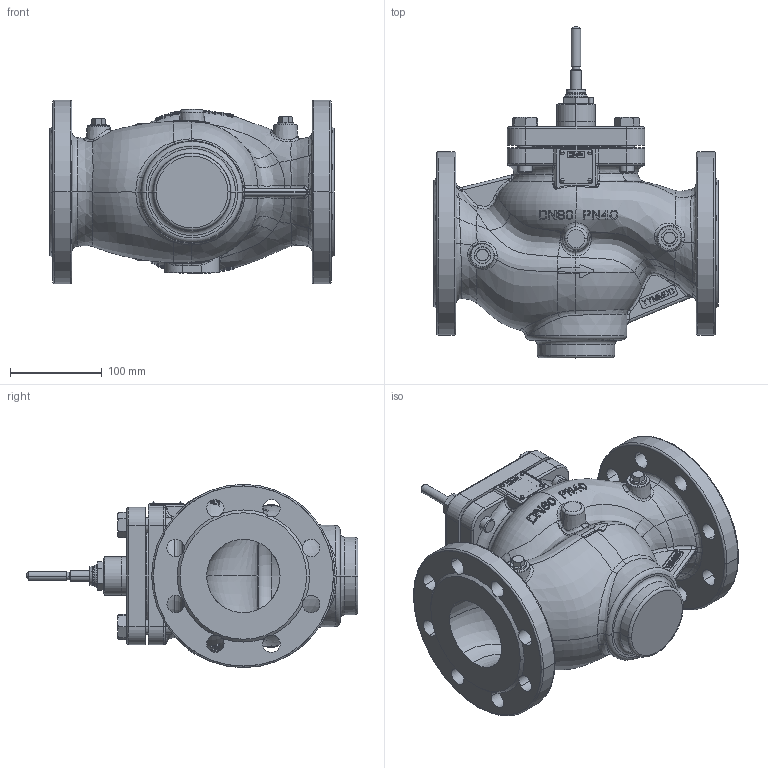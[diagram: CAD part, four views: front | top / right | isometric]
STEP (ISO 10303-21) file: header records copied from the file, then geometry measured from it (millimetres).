
FILE_DESCRIPTION((''),'2;1');
FILE_NAME('065B5515_VFG22_PN40_DN80_ASM','2024-03-25T16:13:47',('U384264'),('Danfoss'),'CREO PARAMETRIC BY PTC INC, 2022124','CREO PARAMETRIC BY PTC INC, 2022124','');
FILE_SCHEMA(('CONFIG_CONTROL_DESIGN'));
Products named in the file (13): 88650150_VALVE_B_VFG_DN80_PN40; 88650850_VALVE_C_VFG_DN80_PN40; 88652420_CON_INSERT_DN65-125; 54590640; 8865140_ASM; 88652190_VFG_STEM_DN80; 5184024; LABEL_PLATE_37X37; 5589607; 51817290_M5_ZATIC; 54540510; 188610240; 065B5515_VFG22_PN40_DN80_ASM
Assembly tree (20 placements, depth 3):
  065B5515_VFG22_PN40_DN80_ASM
    88650150_VALVE_B_VFG_DN80_PN40
    88650850_VALVE_C_VFG_DN80_PN40
    8865140_ASM
      88652420_CON_INSERT_DN65-125
      54590640
    88652190_VFG_STEM_DN80
    5184024  x4
    LABEL_PLATE_37X37
    5589607  x4
    51817290_M5_ZATIC
    54540510  x2
    188610240  x2
Bounding box: 310 x 362.1 x 200 mm (x, y, z)
Volume: 3963800.2 mm3; surface area: 629909.3 mm2
Topology: 19 solids, 46 shells, 2554 faces, 6784 edges, 4364 vertices
Faces by surface type: plane 1539, cylinder 358, bspline 269, cone 181, torus 115, extrusion 54, revolution 20, sphere 18
Entity records: 106274 total; most frequent: CARTESIAN_POINT 48874, ORIENTED_EDGE 12788, DIRECTION 10299, EDGE_CURVE 6446, VERTEX_POINT 4170, VECTOR 3609, LINE 3555, AXIS2_PLACEMENT_3D 3335
